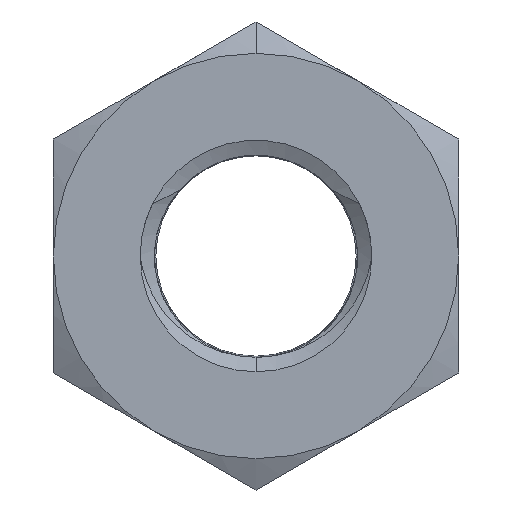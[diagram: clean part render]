
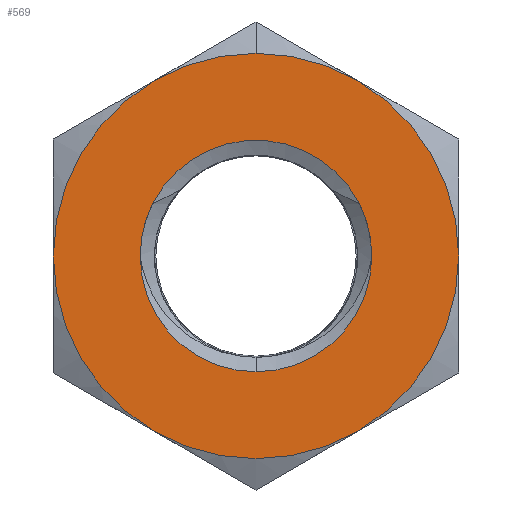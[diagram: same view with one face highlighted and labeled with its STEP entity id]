
A CAD part, front view. The second image highlights one B-rep face of the part: STEP entity #569.
In plain terms, the highlighted planar face has unit normal (0, -1, 0).
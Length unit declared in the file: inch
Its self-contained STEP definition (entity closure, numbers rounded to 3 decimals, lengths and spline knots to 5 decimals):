
#53 = CARTESIAN_POINT ( 'NONE',  ( -0.10938, 0., 0.18944 ) ) ;
#54 = CARTESIAN_POINT ( 'NONE',  ( 0., 0., 0.21875 ) ) ;
#55 = DIRECTION ( 'NONE',  ( 0., 0., -1. ) ) ;
#56 = DIRECTION ( 'NONE',  ( 0., -1., 0. ) ) ;
#57 = CARTESIAN_POINT ( 'NONE',  ( 0., 0., 0. ) ) ;
#58 = AXIS2_PLACEMENT_3D ( 'NONE', #57, #56, #55 ) ;
#59 = CIRCLE ( 'NONE', #58, 0.21875 ) ;
#249 = ORIENTED_EDGE ( 'NONE', *, *, #534, .T. ) ;
#256 = EDGE_LOOP ( 'NONE', ( #538, #503, #572, #548, #570 ) ) ;
#331 = VERTEX_POINT ( 'NONE', #1763 ) ;
#334 = VERTEX_POINT ( 'NONE', #1780 ) ;
#360 = VERTEX_POINT ( 'NONE', #2867 ) ;
#368 = VERTEX_POINT ( 'NONE', #927 ) ;
#386 = VERTEX_POINT ( 'NONE', #634 ) ;
#387 = EDGE_CURVE ( 'NONE', #368, #334, #643, .T. ) ;
#388 = EDGE_CURVE ( 'NONE', #331, #360, #668, .T. ) ;
#390 = EDGE_CURVE ( 'NONE', #396, #386, #672, .T. ) ;
#393 = ORIENTED_EDGE ( 'NONE', *, *, #397, .T. ) ;
#394 = ORIENTED_EDGE ( 'NONE', *, *, #390, .T. ) ;
#395 = EDGE_LOOP ( 'NONE', ( #423, #393, #394, #249, #524, #504, #403 ) ) ;
#396 = VERTEX_POINT ( 'NONE', #690 ) ;
#397 = EDGE_CURVE ( 'NONE', #457, #396, #685, .T. ) ;
#402 = VERTEX_POINT ( 'NONE', #686 ) ;
#403 = ORIENTED_EDGE ( 'NONE', *, *, #525, .T. ) ;
#423 = ORIENTED_EDGE ( 'NONE', *, *, #501, .T. ) ;
#457 = VERTEX_POINT ( 'NONE', #838 ) ;
#501 = EDGE_CURVE ( 'NONE', #535, #457, #869, .T. ) ;
#503 = ORIENTED_EDGE ( 'NONE', *, *, #387, .F. ) ;
#504 = ORIENTED_EDGE ( 'NONE', *, *, #2297, .T. ) ;
#524 = ORIENTED_EDGE ( 'NONE', *, *, #536, .T. ) ;
#525 = EDGE_CURVE ( 'NONE', #2299, #535, #947, .T. ) ;
#534 = EDGE_CURVE ( 'NONE', #386, #402, #977, .T. ) ;
#535 = VERTEX_POINT ( 'NONE', #978 ) ;
#536 = EDGE_CURVE ( 'NONE', #402, #2298, #972, .T. ) ;
#538 = ORIENTED_EDGE ( 'NONE', *, *, #777, .F. ) ;
#548 = ORIENTED_EDGE ( 'NONE', *, *, #549, .F. ) ;
#549 = EDGE_CURVE ( 'NONE', #360, #573, #965, .T. ) ;
#569 = ADVANCED_FACE ( 'NONE', ( #1030, #1024 ), #1023, .T. ) ;
#570 = ORIENTED_EDGE ( 'NONE', *, *, #388, .F. ) ;
#571 = EDGE_CURVE ( 'NONE', #573, #368, #943, .T. ) ;
#572 = ORIENTED_EDGE ( 'NONE', *, *, #571, .F. ) ;
#573 = VERTEX_POINT ( 'NONE', #944 ) ;
#634 = CARTESIAN_POINT ( 'NONE',  ( 0.21875, 0., 0. ) ) ;
#639 = DIRECTION ( 'NONE',  ( 0., 0., -1. ) ) ;
#640 = DIRECTION ( 'NONE',  ( 0., -1., 0. ) ) ;
#641 = CARTESIAN_POINT ( 'NONE',  ( 0., 0., 0. ) ) ;
#642 = AXIS2_PLACEMENT_3D ( 'NONE', #641, #640, #639 ) ;
#643 = CIRCLE ( 'NONE', #642, 0.125 ) ;
#664 = DIRECTION ( 'NONE',  ( 0., 0., -1. ) ) ;
#665 = DIRECTION ( 'NONE',  ( 0., -1., 0. ) ) ;
#666 = CARTESIAN_POINT ( 'NONE',  ( 0., 0., 0. ) ) ;
#667 = AXIS2_PLACEMENT_3D ( 'NONE', #666, #665, #664 ) ;
#668 = CIRCLE ( 'NONE', #667, 0.125 ) ;
#671 = AXIS2_PLACEMENT_3D ( 'NONE', #689, #688, #687 ) ;
#672 = CIRCLE ( 'NONE', #671, 0.21875 ) ;
#681 = DIRECTION ( 'NONE',  ( 0., 0., -1. ) ) ;
#682 = DIRECTION ( 'NONE',  ( 0., -1., 0. ) ) ;
#683 = CARTESIAN_POINT ( 'NONE',  ( 0., 0., 0. ) ) ;
#684 = AXIS2_PLACEMENT_3D ( 'NONE', #683, #682, #681 ) ;
#685 = CIRCLE ( 'NONE', #684, 0.21875 ) ;
#686 = CARTESIAN_POINT ( 'NONE',  ( 0.10938, 0., 0.18944 ) ) ;
#687 = DIRECTION ( 'NONE',  ( 0., 0., -1. ) ) ;
#688 = DIRECTION ( 'NONE',  ( 0., -1., 0. ) ) ;
#689 = CARTESIAN_POINT ( 'NONE',  ( 0., 0., 0. ) ) ;
#690 = CARTESIAN_POINT ( 'NONE',  ( 0.10938, 0., -0.18944 ) ) ;
#777 = EDGE_CURVE ( 'NONE', #334, #331, #1172, .T. ) ;
#838 = CARTESIAN_POINT ( 'NONE',  ( -0.10937, 0., -0.18944 ) ) ;
#864 = DIRECTION ( 'NONE',  ( 0., 0., -1. ) ) ;
#866 = DIRECTION ( 'NONE',  ( 0., -1., 0. ) ) ;
#867 = CARTESIAN_POINT ( 'NONE',  ( 0., 0., 0. ) ) ;
#868 = AXIS2_PLACEMENT_3D ( 'NONE', #867, #866, #864 ) ;
#869 = CIRCLE ( 'NONE', #868, 0.21875 ) ;
#927 = CARTESIAN_POINT ( 'NONE',  ( 0., 0., -0.125 ) ) ;
#939 = DIRECTION ( 'NONE',  ( 0., 0., -1. ) ) ;
#940 = DIRECTION ( 'NONE',  ( 0., -1., 0. ) ) ;
#941 = CARTESIAN_POINT ( 'NONE',  ( 0., 0., 0. ) ) ;
#942 = AXIS2_PLACEMENT_3D ( 'NONE', #941, #940, #939 ) ;
#943 = CIRCLE ( 'NONE', #942, 0.125 ) ;
#944 = CARTESIAN_POINT ( 'NONE',  ( -0.12499, 0., -0.00144 ) ) ;
#945 = CARTESIAN_POINT ( 'NONE',  ( 0., 0., 0. ) ) ;
#946 = AXIS2_PLACEMENT_3D ( 'NONE', #945, #986, #985 ) ;
#947 = CIRCLE ( 'NONE', #946, 0.21875 ) ;
#961 = DIRECTION ( 'NONE',  ( 0., 0., -1. ) ) ;
#962 = DIRECTION ( 'NONE',  ( 0., -1., 0. ) ) ;
#963 = CARTESIAN_POINT ( 'NONE',  ( 0., 0., 0. ) ) ;
#964 = AXIS2_PLACEMENT_3D ( 'NONE', #963, #962, #961 ) ;
#965 = CIRCLE ( 'NONE', #964, 0.125 ) ;
#968 = DIRECTION ( 'NONE',  ( 0., 0., -1. ) ) ;
#969 = DIRECTION ( 'NONE',  ( 0., -1., 0. ) ) ;
#970 = CARTESIAN_POINT ( 'NONE',  ( 0., 0., 0. ) ) ;
#971 = AXIS2_PLACEMENT_3D ( 'NONE', #970, #969, #968 ) ;
#972 = CIRCLE ( 'NONE', #971, 0.21875 ) ;
#973 = DIRECTION ( 'NONE',  ( 0., 0., -1. ) ) ;
#974 = DIRECTION ( 'NONE',  ( 0., -1., 0. ) ) ;
#975 = CARTESIAN_POINT ( 'NONE',  ( 0., 0., 0. ) ) ;
#976 = AXIS2_PLACEMENT_3D ( 'NONE', #975, #974, #973 ) ;
#977 = CIRCLE ( 'NONE', #976, 0.21875 ) ;
#978 = CARTESIAN_POINT ( 'NONE',  ( -0.21875, 0., 0. ) ) ;
#985 = DIRECTION ( 'NONE',  ( 0., 0., -1. ) ) ;
#986 = DIRECTION ( 'NONE',  ( 0., -1., 0. ) ) ;
#1019 = DIRECTION ( 'NONE',  ( 0., 0., -1. ) ) ;
#1020 = DIRECTION ( 'NONE',  ( 0., -1., 0. ) ) ;
#1021 = CARTESIAN_POINT ( 'NONE',  ( 0.4375, 0., 0. ) ) ;
#1022 = AXIS2_PLACEMENT_3D ( 'NONE', #1021, #1020, #1019 ) ;
#1023 = PLANE ( 'NONE',  #1022 ) ;
#1024 = FACE_BOUND ( 'NONE', #256, .T. ) ;
#1030 = FACE_OUTER_BOUND ( 'NONE', #395, .T. ) ;
#1172 = CIRCLE ( 'NONE', #1174, 0.125 ) ;
#1174 = AXIS2_PLACEMENT_3D ( 'NONE', #1216, #1215, #1214 ) ;
#1214 = DIRECTION ( 'NONE',  ( 0., 0., -1. ) ) ;
#1215 = DIRECTION ( 'NONE',  ( 0., -1., 0. ) ) ;
#1216 = CARTESIAN_POINT ( 'NONE',  ( 0., 0., 0. ) ) ;
#1763 = CARTESIAN_POINT ( 'NONE',  ( 0.11154, 0., 0.05643 ) ) ;
#1780 = CARTESIAN_POINT ( 'NONE',  ( 0.12499, 0., -0.00144 ) ) ;
#2297 = EDGE_CURVE ( 'NONE', #2298, #2299, #59, .T. ) ;
#2298 = VERTEX_POINT ( 'NONE', #54 ) ;
#2299 = VERTEX_POINT ( 'NONE', #53 ) ;
#2867 = CARTESIAN_POINT ( 'NONE',  ( -0.11154, 0., 0.05643 ) ) ;
